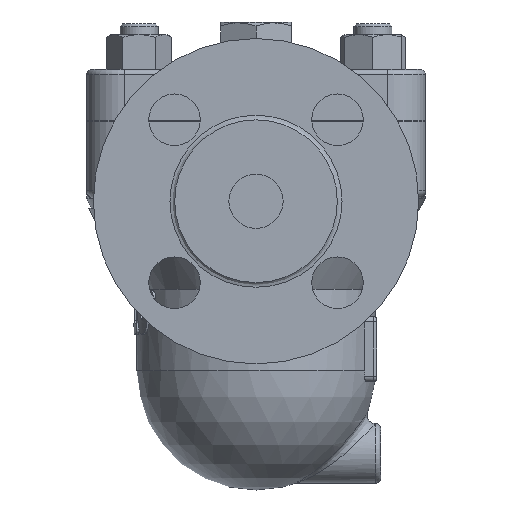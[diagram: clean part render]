
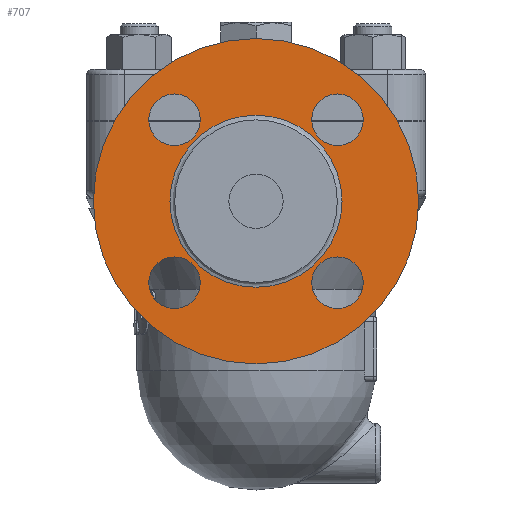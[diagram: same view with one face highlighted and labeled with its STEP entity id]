
A CAD part, left-side view. The second image highlights one B-rep face of the part: STEP entity #707.
In plain terms, the highlighted free-form (B-spline) face has degree [1, 1] with [2, 2] control points.
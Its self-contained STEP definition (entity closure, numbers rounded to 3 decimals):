
#621=CARTESIAN_POINT('',(-124.5,0.,-32.732));
#622=VERTEX_POINT('',#621);
#623=CARTESIAN_POINT('',(-124.5,0.0,-1.));
#624=DIRECTION('',(-1.0,0.0,0.0));
#625=DIRECTION('',(0.0,0.0,1.0));
#626=AXIS2_PLACEMENT_3D('',#623,#624,#625);
#627=CIRCLE('',#626,31.732);
#628=EDGE_CURVE('',#622,#622,#627,.T.);
#644=CARTESIAN_POINT('',(-124.5,60.0,59.));
#645=CARTESIAN_POINT('',(-124.5,60.0,-61.));
#646=CARTESIAN_POINT('',(-124.5,-60.0,59.));
#647=CARTESIAN_POINT('',(-124.5,-60.0,-61.));
#648=B_SPLINE_SURFACE_WITH_KNOTS('',1,1,((#644,#646),(#645,#647)),.UNSPECIFIED.,.F.,.F.,.U.,(2,2),(2,2),(0.0,120.0),(0.0,120.0),.UNSPECIFIED.);
#649=CARTESIAN_POINT('',(-124.5,0.0,59.));
#650=VERTEX_POINT('',#649);
#651=CARTESIAN_POINT('',(-124.5,0.0,-1.));
#652=DIRECTION('',(-1.0,0.0,0.0));
#653=DIRECTION('',(0.0,0.0,1.0));
#654=AXIS2_PLACEMENT_3D('',#651,#652,#653);
#655=CIRCLE('',#654,60.0);
#656=EDGE_CURVE('',#650,#650,#655,.T.);
#657=ORIENTED_EDGE('',*,*,#656,.T.);
#658=EDGE_LOOP('',(#657));
#659=FACE_OUTER_BOUND('',#658,.T.);
#660=CARTESIAN_POINT('',(-124.5,-30.052,19.552));
#661=VERTEX_POINT('',#660);
#662=CARTESIAN_POINT('',(-124.5,-30.052,29.052));
#663=DIRECTION('',(1.0,0.0,0.0));
#664=DIRECTION('',(0.0,0.0,-1.0));
#665=AXIS2_PLACEMENT_3D('',#662,#663,#664);
#666=CIRCLE('',#665,9.5);
#667=EDGE_CURVE('',#661,#661,#666,.T.);
#668=ORIENTED_EDGE('',*,*,#667,.T.);
#669=EDGE_LOOP('',(#668));
#670=FACE_BOUND('',#669,.T.);
#671=CARTESIAN_POINT('',(-124.5,20.552,29.052));
#672=VERTEX_POINT('',#671);
#673=CARTESIAN_POINT('',(-124.5,30.052,29.052));
#674=DIRECTION('',(1.0,0.0,0.0));
#675=DIRECTION('',(0.0,-1.0,0.0));
#676=AXIS2_PLACEMENT_3D('',#673,#674,#675);
#677=CIRCLE('',#676,9.5);
#678=EDGE_CURVE('',#672,#672,#677,.T.);
#679=ORIENTED_EDGE('',*,*,#678,.T.);
#680=EDGE_LOOP('',(#679));
#681=FACE_BOUND('',#680,.T.);
#682=CARTESIAN_POINT('',(-124.5,30.052,-21.552));
#683=VERTEX_POINT('',#682);
#684=CARTESIAN_POINT('',(-124.5,30.052,-31.052));
#685=DIRECTION('',(1.0,0.0,0.0));
#686=DIRECTION('',(0.0,0.0,1.0));
#687=AXIS2_PLACEMENT_3D('',#684,#685,#686);
#688=CIRCLE('',#687,9.5);
#689=EDGE_CURVE('',#683,#683,#688,.T.);
#690=ORIENTED_EDGE('',*,*,#689,.T.);
#691=EDGE_LOOP('',(#690));
#692=FACE_BOUND('',#691,.T.);
#693=CARTESIAN_POINT('',(-124.5,-20.552,-31.052));
#694=VERTEX_POINT('',#693);
#695=CARTESIAN_POINT('',(-124.5,-30.052,-31.052));
#696=DIRECTION('',(1.0,0.0,0.0));
#697=DIRECTION('',(0.0,1.0,0.0));
#698=AXIS2_PLACEMENT_3D('',#695,#696,#697);
#699=CIRCLE('',#698,9.5);
#700=EDGE_CURVE('',#694,#694,#699,.T.);
#701=ORIENTED_EDGE('',*,*,#700,.T.);
#702=EDGE_LOOP('',(#701));
#703=FACE_BOUND('',#702,.T.);
#704=ORIENTED_EDGE('',*,*,#628,.F.);
#705=EDGE_LOOP('',(#704));
#706=FACE_BOUND('',#705,.T.);
#707=ADVANCED_FACE('',(#659,#670,#681,#692,#703,#706),#648,.T.);
